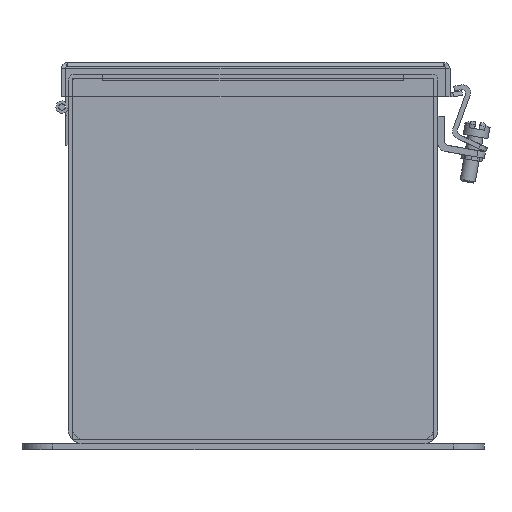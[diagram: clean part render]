
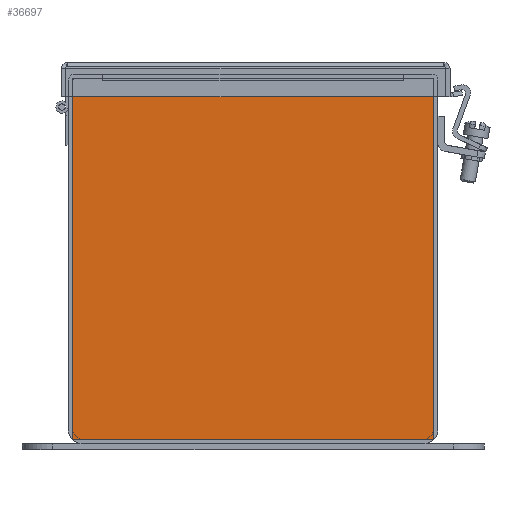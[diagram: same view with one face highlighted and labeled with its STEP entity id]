
A CAD part, left-side view. The second image highlights one B-rep face of the part: STEP entity #36697.
In plain terms, the highlighted planar face has unit normal (-1, 0, 0).
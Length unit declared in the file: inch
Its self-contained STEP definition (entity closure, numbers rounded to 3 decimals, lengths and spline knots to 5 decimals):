
#2247 = ORIENTED_EDGE ( 'NONE', *, *, #30279, .T. ) ;
#2883 = CARTESIAN_POINT ( 'NONE',  ( -1.70918, 1.74875, 3.82204 ) ) ;
#3258 = LINE ( 'NONE', #8338, #62252 ) ;
#3599 = DIRECTION ( 'NONE',  ( 0., -1., 0. ) ) ;
#4042 = EDGE_CURVE ( 'NONE', #17119, #21711, #69251, .T. ) ;
#4836 = VERTEX_POINT ( 'NONE', #46582 ) ;
#5026 = PLANE ( 'NONE',  #49523 ) ;
#5321 = CARTESIAN_POINT ( 'NONE',  ( -1.70918, 4.18875, 3.79079 ) ) ;
#6102 = DIRECTION ( 'NONE',  ( 0., 1., 0. ) ) ;
#7565 = EDGE_LOOP ( 'NONE', ( #31403, #2247, #41326, #24132, #61881, #24810, #62908, #38867, #37277, #37111, #44103, #39860 ) ) ;
#8238 = EDGE_CURVE ( 'NONE', #10412, #18477, #3258, .T. ) ;
#8338 = CARTESIAN_POINT ( 'NONE',  ( -1.70918, -1.17725, 0.89604 ) ) ;
#8571 = LINE ( 'NONE', #59102, #22126 ) ;
#10412 = VERTEX_POINT ( 'NONE', #61530 ) ;
#11065 = VERTEX_POINT ( 'NONE', #25843 ) ;
#11685 = CARTESIAN_POINT ( 'NONE',  ( -1.70918, 4.18875, 3.82204 ) ) ;
#12027 = DIRECTION ( 'NONE',  ( 0., 0., -1. ) ) ;
#12842 = EDGE_CURVE ( 'NONE', #17119, #44239, #39110, .T. ) ;
#12891 = CARTESIAN_POINT ( 'NONE',  ( -1.70918, -0.69145, 3.79059 ) ) ;
#14509 = DIRECTION ( 'NONE',  ( 0., 0., -1. ) ) ;
#15229 = CARTESIAN_POINT ( 'NONE',  ( -1.70918, 1.74875, 0.89604 ) ) ;
#15307 = EDGE_CURVE ( 'NONE', #44239, #34418, #41407, .T. ) ;
#15869 = EDGE_CURVE ( 'NONE', #4836, #10412, #58512, .T. ) ;
#16458 = EDGE_CURVE ( 'NONE', #34418, #37470, #41730, .T. ) ;
#17119 = VERTEX_POINT ( 'NONE', #5321 ) ;
#18477 = VERTEX_POINT ( 'NONE', #23316 ) ;
#18914 = VERTEX_POINT ( 'NONE', #43002 ) ;
#19475 = CARTESIAN_POINT ( 'NONE',  ( -1.70918, 4.18875, 3.79059 ) ) ;
#19771 = CARTESIAN_POINT ( 'NONE',  ( -1.70918, -0.69125, 3.79079 ) ) ;
#21475 = CARTESIAN_POINT ( 'NONE',  ( -1.70918, 4.67475, 0.89604 ) ) ;
#21711 = VERTEX_POINT ( 'NONE', #19771 ) ;
#22126 = VECTOR ( 'NONE', #48440, 39.37008 ) ;
#23316 = CARTESIAN_POINT ( 'NONE',  ( -1.70918, -1.17725, -2.02996 ) ) ;
#24132 = ORIENTED_EDGE ( 'NONE', *, *, #12842, .T. ) ;
#24810 = ORIENTED_EDGE ( 'NONE', *, *, #16458, .T. ) ;
#25245 = DIRECTION ( 'NONE',  ( 0., 0., -1. ) ) ;
#25797 = VECTOR ( 'NONE', #49892, 39.37008 ) ;
#25843 = CARTESIAN_POINT ( 'NONE',  ( -1.70918, 4.67475, -2.02996 ) ) ;
#30196 = EDGE_CURVE ( 'NONE', #18914, #37470, #8571, .T. ) ;
#30279 = EDGE_CURVE ( 'NONE', #66323, #21711, #49551, .T. ) ;
#30370 = LINE ( 'NONE', #52691, #51456 ) ;
#31403 = ORIENTED_EDGE ( 'NONE', *, *, #40218, .T. ) ;
#31909 = CARTESIAN_POINT ( 'NONE',  ( -1.70918, -0.69125, 3.79059 ) ) ;
#32089 = VECTOR ( 'NONE', #12027, 39.37008 ) ;
#34418 = VERTEX_POINT ( 'NONE', #67286 ) ;
#34562 = CARTESIAN_POINT ( 'NONE',  ( -1.70918, 4.18875, 3.79059 ) ) ;
#34789 = CARTESIAN_POINT ( 'NONE',  ( -1.70918, 4.18895, 3.79059 ) ) ;
#36697 = ADVANCED_FACE ( 'NONE', ( #53725 ), #5026, .F. ) ;
#37111 = ORIENTED_EDGE ( 'NONE', *, *, #8238, .F. ) ;
#37277 = ORIENTED_EDGE ( 'NONE', *, *, #62548, .F. ) ;
#37470 = VERTEX_POINT ( 'NONE', #69498 ) ;
#37910 = VECTOR ( 'NONE', #6102, 39.37008 ) ;
#38867 = ORIENTED_EDGE ( 'NONE', *, *, #48131, .F. ) ;
#39110 = LINE ( 'NONE', #11685, #32089 ) ;
#39685 = VECTOR ( 'NONE', #51670, 39.37008 ) ;
#39860 = ORIENTED_EDGE ( 'NONE', *, *, #58563, .T. ) ;
#40218 = EDGE_CURVE ( 'NONE', #41882, #66323, #47560, .T. ) ;
#40251 = VECTOR ( 'NONE', #54801, 39.37008 ) ;
#41326 = ORIENTED_EDGE ( 'NONE', *, *, #4042, .F. ) ;
#41360 = DIRECTION ( 'NONE',  ( 0., -1., 0. ) ) ;
#41407 = LINE ( 'NONE', #19475, #69950 ) ;
#41730 = LINE ( 'NONE', #34789, #39685 ) ;
#41882 = VERTEX_POINT ( 'NONE', #12891 ) ;
#43002 = CARTESIAN_POINT ( 'NONE',  ( -1.70918, 4.67475, 3.82204 ) ) ;
#43773 = DIRECTION ( 'NONE',  ( 1., 0., 0. ) ) ;
#44103 = ORIENTED_EDGE ( 'NONE', *, *, #15869, .F. ) ;
#44239 = VERTEX_POINT ( 'NONE', #34562 ) ;
#46582 = CARTESIAN_POINT ( 'NONE',  ( -1.70918, -0.69145, 3.82204 ) ) ;
#46923 = VECTOR ( 'NONE', #64079, 39.37008 ) ;
#47560 = LINE ( 'NONE', #70679, #46923 ) ;
#48131 = EDGE_CURVE ( 'NONE', #11065, #18914, #55886, .T. ) ;
#48440 = DIRECTION ( 'NONE',  ( 0., -1., 0. ) ) ;
#48811 = VECTOR ( 'NONE', #41360, 39.37008 ) ;
#49523 = AXIS2_PLACEMENT_3D ( 'NONE', #15229, #43773, #71702 ) ;
#49551 = LINE ( 'NONE', #31909, #25797 ) ;
#49832 = CARTESIAN_POINT ( 'NONE',  ( -1.70918, -0.69125, 3.79059 ) ) ;
#49892 = DIRECTION ( 'NONE',  ( 0., 0., 1. ) ) ;
#50767 = LINE ( 'NONE', #62494, #37910 ) ;
#51456 = VECTOR ( 'NONE', #25245, 39.37008 ) ;
#51670 = DIRECTION ( 'NONE',  ( 0., 0., 1. ) ) ;
#52691 = CARTESIAN_POINT ( 'NONE',  ( -1.70918, -0.69145, 3.82204 ) ) ;
#53725 = FACE_OUTER_BOUND ( 'NONE', #7565, .T. ) ;
#54801 = DIRECTION ( 'NONE',  ( 0., 0., 1. ) ) ;
#55886 = LINE ( 'NONE', #21475, #40251 ) ;
#58512 = LINE ( 'NONE', #2883, #64188 ) ;
#58563 = EDGE_CURVE ( 'NONE', #4836, #41882, #30370, .T. ) ;
#59102 = CARTESIAN_POINT ( 'NONE',  ( -1.70918, 1.74875, 3.82204 ) ) ;
#61530 = CARTESIAN_POINT ( 'NONE',  ( -1.70918, -1.17725, 3.82204 ) ) ;
#61881 = ORIENTED_EDGE ( 'NONE', *, *, #15307, .T. ) ;
#62252 = VECTOR ( 'NONE', #14509, 39.37008 ) ;
#62494 = CARTESIAN_POINT ( 'NONE',  ( -1.70918, 1.74875, -2.02996 ) ) ;
#62548 = EDGE_CURVE ( 'NONE', #18477, #11065, #50767, .T. ) ;
#62908 = ORIENTED_EDGE ( 'NONE', *, *, #30196, .F. ) ;
#64079 = DIRECTION ( 'NONE',  ( 0., 1., 0. ) ) ;
#64174 = DIRECTION ( 'NONE',  ( 0., 1., 0. ) ) ;
#64188 = VECTOR ( 'NONE', #3599, 39.37008 ) ;
#66323 = VERTEX_POINT ( 'NONE', #49832 ) ;
#67286 = CARTESIAN_POINT ( 'NONE',  ( -1.70918, 4.18895, 3.79059 ) ) ;
#68520 = CARTESIAN_POINT ( 'NONE',  ( -1.70918, 1.74875, 3.79079 ) ) ;
#69251 = LINE ( 'NONE', #68520, #48811 ) ;
#69498 = CARTESIAN_POINT ( 'NONE',  ( -1.70918, 4.18895, 3.82204 ) ) ;
#69950 = VECTOR ( 'NONE', #64174, 39.37008 ) ;
#70679 = CARTESIAN_POINT ( 'NONE',  ( -1.70918, -0.69145, 3.79059 ) ) ;
#71702 = DIRECTION ( 'NONE',  ( 0., 1., 0. ) ) ;
